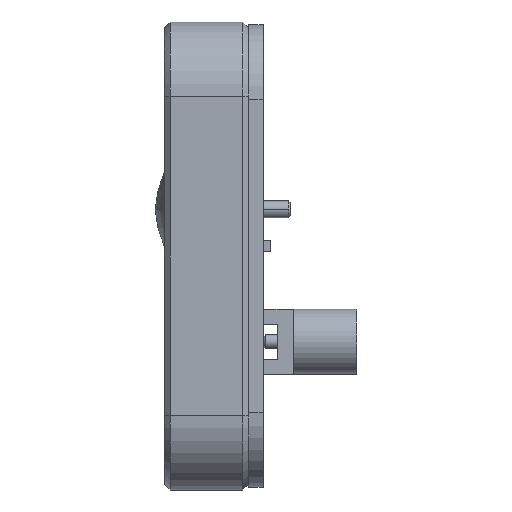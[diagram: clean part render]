
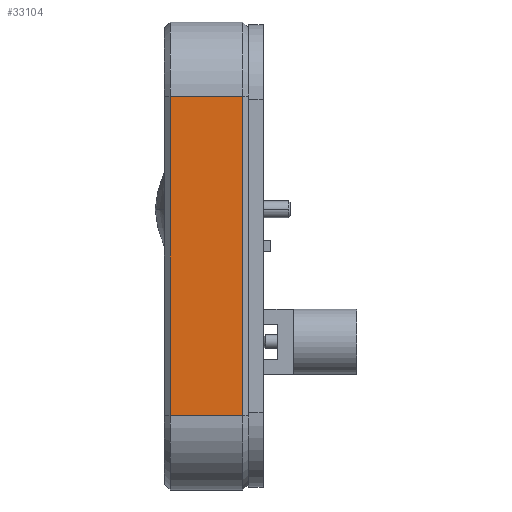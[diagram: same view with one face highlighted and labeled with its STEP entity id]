
A CAD part, left-side view. The second image highlights one B-rep face of the part: STEP entity #33104.
In plain terms, the highlighted planar face has unit normal (-1, 0, 0).
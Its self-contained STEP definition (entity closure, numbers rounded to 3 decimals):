
#1503 = CARTESIAN_POINT ( 'NONE',  ( -12.55, -4.2, 8.55 ) ) ;
#2805 = EDGE_CURVE ( 'NONE', #19397, #12824, #14704, .T. ) ;
#4815 = VECTOR ( 'NONE', #8569, 1000. ) ;
#5175 = DIRECTION ( 'NONE',  ( 0., -1., 0. ) ) ;
#5853 = CARTESIAN_POINT ( 'NONE',  ( -12.55, -0.3, 12.55 ) ) ;
#7410 = VERTEX_POINT ( 'NONE', #1503 ) ;
#7634 = VECTOR ( 'NONE', #36059, 1000. ) ;
#7663 = AXIS2_PLACEMENT_3D ( 'NONE', #32593, #11557, #11750 ) ;
#8569 = DIRECTION ( 'NONE',  ( 0., 0., -1. ) ) ;
#10542 = EDGE_LOOP ( 'NONE', ( #17596, #19356, #12962, #35579 ) ) ;
#11557 = DIRECTION ( 'NONE',  ( -1., 0., 0. ) ) ;
#11750 = DIRECTION ( 'NONE',  ( 0., 0., 1. ) ) ;
#12321 = FACE_OUTER_BOUND ( 'NONE', #10542, .T. ) ;
#12824 = VERTEX_POINT ( 'NONE', #26768 ) ;
#12962 = ORIENTED_EDGE ( 'NONE', *, *, #38207, .T. ) ;
#13099 = CARTESIAN_POINT ( 'NONE',  ( -12.55, -4.5, -8.55 ) ) ;
#14704 = LINE ( 'NONE', #5853, #4815 ) ;
#16019 = CARTESIAN_POINT ( 'NONE',  ( -12.55, -4.5, 8.55 ) ) ;
#16475 = EDGE_CURVE ( 'NONE', #12824, #30162, #27738, .T. ) ;
#17206 = CARTESIAN_POINT ( 'NONE',  ( -12.55, -4.2, -8.55 ) ) ;
#17596 = ORIENTED_EDGE ( 'NONE', *, *, #16475, .T. ) ;
#18437 = CARTESIAN_POINT ( 'NONE',  ( -12.55, -4.2, 8.55 ) ) ;
#18522 = DIRECTION ( 'NONE',  ( 0., 1., 0. ) ) ;
#19356 = ORIENTED_EDGE ( 'NONE', *, *, #21757, .T. ) ;
#19397 = VERTEX_POINT ( 'NONE', #24796 ) ;
#21757 = EDGE_CURVE ( 'NONE', #30162, #7410, #27335, .T. ) ;
#23183 = LINE ( 'NONE', #16019, #28646 ) ;
#24796 = CARTESIAN_POINT ( 'NONE',  ( -12.55, -0.3, 8.55 ) ) ;
#25580 = VECTOR ( 'NONE', #5175, 1000. ) ;
#26209 = PLANE ( 'NONE',  #7663 ) ;
#26768 = CARTESIAN_POINT ( 'NONE',  ( -12.55, -0.3, -8.55 ) ) ;
#27335 = LINE ( 'NONE', #18437, #7634 ) ;
#27738 = LINE ( 'NONE', #13099, #25580 ) ;
#28646 = VECTOR ( 'NONE', #18522, 1000. ) ;
#30162 = VERTEX_POINT ( 'NONE', #17206 ) ;
#32593 = CARTESIAN_POINT ( 'NONE',  ( -12.55, -4.5, 12.55 ) ) ;
#33104 = ADVANCED_FACE ( 'NONE', ( #12321 ), #26209, .T. ) ;
#35579 = ORIENTED_EDGE ( 'NONE', *, *, #2805, .T. ) ;
#36059 = DIRECTION ( 'NONE',  ( 0., 0., 1. ) ) ;
#38207 = EDGE_CURVE ( 'NONE', #7410, #19397, #23183, .T. ) ;
